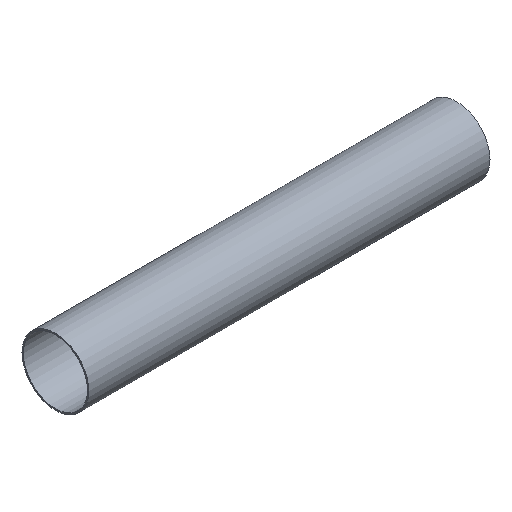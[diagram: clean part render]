
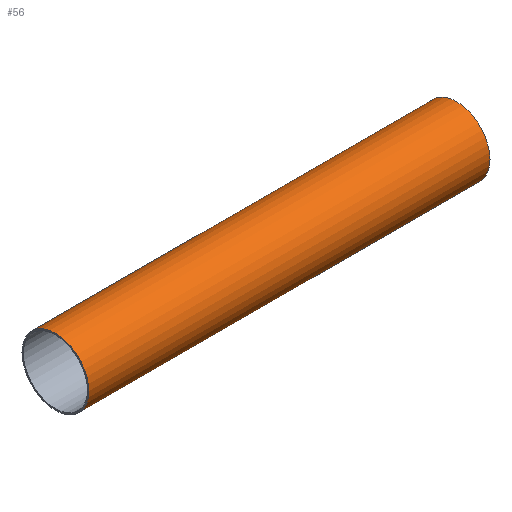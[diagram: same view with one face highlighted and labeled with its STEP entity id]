
A CAD part, isometric view. The second image highlights one B-rep face of the part: STEP entity #56.
In plain terms, the highlighted cylindrical face has radius 38.1 mm (diameter 76.2 mm), a full revolution.
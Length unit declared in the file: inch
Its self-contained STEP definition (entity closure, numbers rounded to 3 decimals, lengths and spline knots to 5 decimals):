
#18=FACE_BOUND('',#28,.T.);
#22=FACE_OUTER_BOUND('',#27,.T.);
#27=EDGE_LOOP('',(#47));
#28=EDGE_LOOP('',(#48));
#35=CIRCLE('',#71,1.5);
#36=CIRCLE('',#72,1.5);
#39=VERTEX_POINT('',#100);
#40=VERTEX_POINT('',#102);
#43=EDGE_CURVE('',#39,#39,#35,.T.);
#44=EDGE_CURVE('',#40,#40,#36,.T.);
#47=ORIENTED_EDGE('',*,*,#43,.F.);
#48=ORIENTED_EDGE('',*,*,#44,.F.);
#54=CYLINDRICAL_SURFACE('',#70,1.5);
#56=ADVANCED_FACE('',(#22,#18),#54,.T.);
#70=AXIS2_PLACEMENT_3D('',#99,#83,#84);
#71=AXIS2_PLACEMENT_3D('',#101,#85,#86);
#72=AXIS2_PLACEMENT_3D('',#103,#87,#88);
#83=DIRECTION('center_axis',(1.,0.,0.));
#84=DIRECTION('ref_axis',(0.,-1.,0.));
#85=DIRECTION('center_axis',(1.,0.,0.));
#86=DIRECTION('ref_axis',(0.,-1.,0.));
#87=DIRECTION('center_axis',(-1.,0.,0.));
#88=DIRECTION('ref_axis',(0.,-1.,0.));
#99=CARTESIAN_POINT('Origin',(0.,0.,0.));
#100=CARTESIAN_POINT('',(18.,1.5,0.));
#101=CARTESIAN_POINT('Origin',(18.,0.,0.));
#102=CARTESIAN_POINT('',(0.,1.5,0.));
#103=CARTESIAN_POINT('Origin',(0.,0.,0.));
